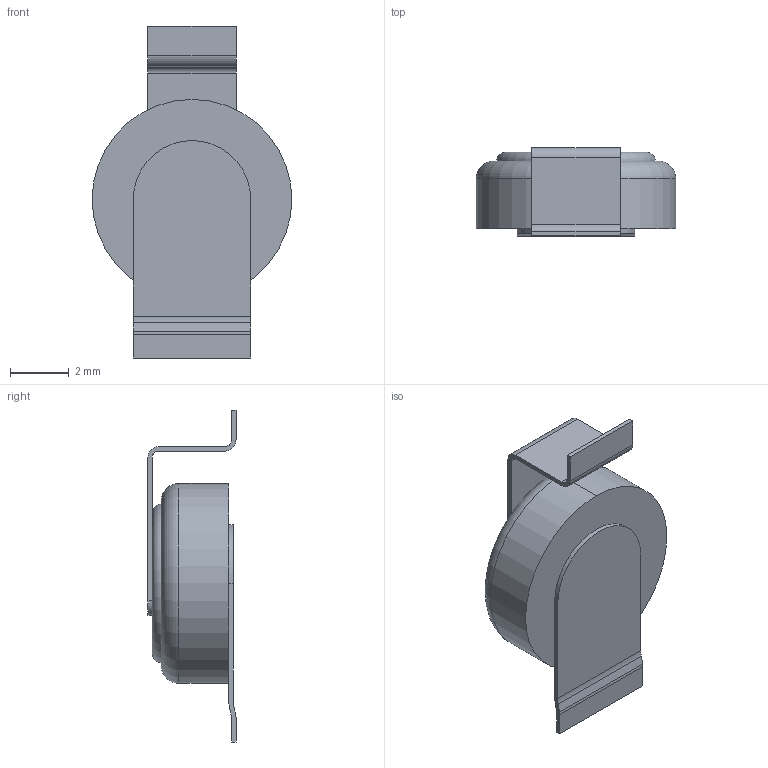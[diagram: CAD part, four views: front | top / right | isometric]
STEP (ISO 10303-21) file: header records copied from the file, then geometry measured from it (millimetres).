
FILE_DESCRIPTION (( 'STEP AP214' ), '1' );
FILE_NAME ('DSK-3R3H224U-HL.STEP', '2019-04-05T13:13:14', ( '' ), ( '' ), 'SwSTEP 2.0', 'SolidWorks 2018', '' );
FILE_SCHEMA (( 'AUTOMOTIVE_DESIGN' ));
Length unit declared in the file: millimetre
Products named in the file (1): DSK-3R3H224U-HL
Bounding box: 6.8 x 3 x 11.3 mm (x, y, z)
Volume: 97 mm3; surface area: 238.9 mm2
Topology: 3 solids, 3 shells, 39 faces, 94 edges, 62 vertices
Faces by surface type: plane 22, cylinder 13, torus 4
Entity records: 1200 total; most frequent: DIRECTION 210, CARTESIAN_POINT 196, ORIENTED_EDGE 188, EDGE_CURVE 94, AXIS2_PLACEMENT_3D 76, VERTEX_POINT 62, LINE 58, VECTOR 58
